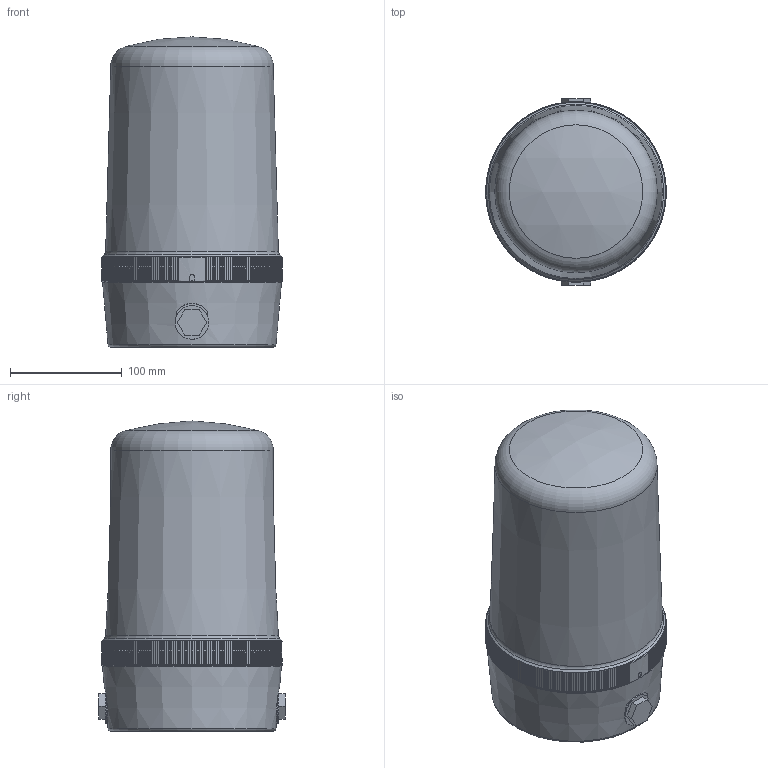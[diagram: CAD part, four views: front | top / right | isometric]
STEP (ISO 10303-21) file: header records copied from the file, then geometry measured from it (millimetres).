
FILE_DESCRIPTION(/* description */ (''),/* implementation_level */ '2;1');
FILE_NAME(/* name */ 'MLL_MBL_MFL_MRL.stp',/* time_stamp */ '2014-05-27T13:37:43+02:00',/* author */ (''),/* organization */ (''),/* preprocessor_version */ 'ST-DEVELOPER v11',/* originating_system */ 'SIEMENS PLM Software NX 7.5',/* authorisation */ '');
FILE_SCHEMA (('AUTOMOTIVE_DESIGN { 1 0 10303 214 1 1 1 1 }'));
Length unit declared in the file: millimetre
Products named in the file (1): m.ne804E7xw4
Bounding box: 161.4 x 166.8 x 277.3 mm (x, y, z)
Volume: 4795080.1 mm3; surface area: 194953.5 mm2
Topology: 1 solids, 4 shells, 1063 faces, 2625 edges, 1593 vertices
Faces by surface type: plane 784, cone 236, cylinder 36, torus 5, sphere 2
Full cylindrical faces by diameter (mm): 5 x1, 6.5 x3, 7 x1, 14 x3, 20 x2, 21 x1, 22 x2, 30 x2, 143.7 x1, 153.2 x1, 160.4 x1, 161.4 x1
Entity records: 31206 total; most frequent: CARTESIAN_POINT 6414, ORIENTED_EDGE 5176, DIRECTION 5010, EDGE_CURVE 2588, AXIS2_PLACEMENT_3D 1835, VERTEX_POINT 1585, LINE 1340, VECTOR 1340
